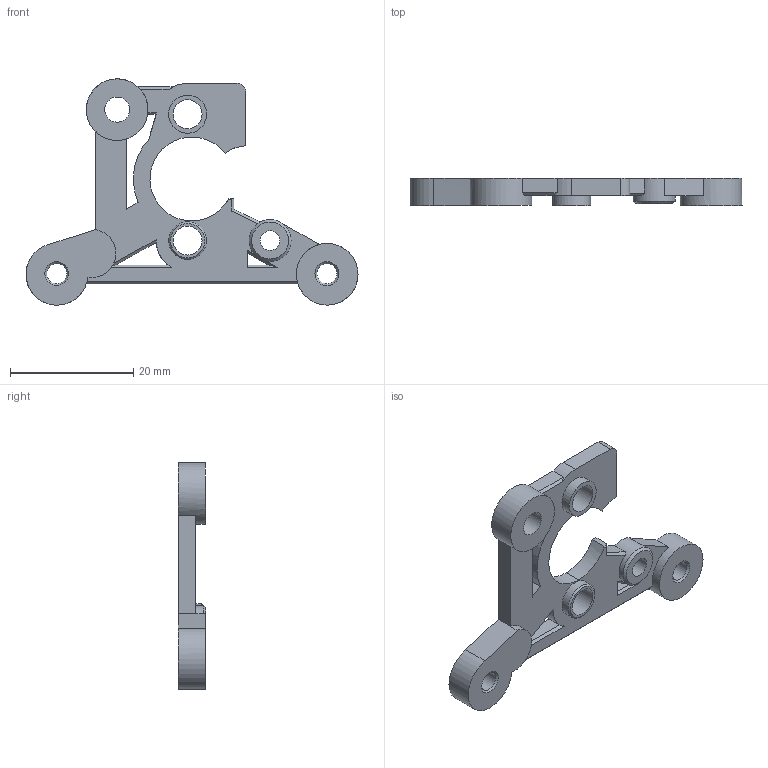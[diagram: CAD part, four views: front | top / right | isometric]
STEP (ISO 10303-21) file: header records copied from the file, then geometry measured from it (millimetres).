
FILE_DESCRIPTION(('HOOPS Exchange Step'),'2;1');
FILE_NAME('temp_export','2022-09-02T20:53:06+20:00',('mikearmstrong'),('Shapr3D Limited'),'HOOPS Exchange 2022.1','Shapr3D','Authorized');
FILE_SCHEMA( ('AP203_CONFIGURATION_CONTROLLED_3D_DESIGN_OF_MECHANICAL_PARTS_AND_ASSEMBLIES_MIM_LF') );
Length unit declared in the file: millimetre
Products named in the file (3): Main Body -Plate; Pestel_Rotational_Bowden.step; root
Assembly tree (2 placements, depth 3):
  root
    Pestel_Rotational_Bowden.step
      Main Body -Plate
Bounding box: 53.86 x 4.47 x 36.72 mm (x, y, z)
Volume: 2582.6 mm3; surface area: 2916.6 mm2
Topology: 1 solids, 1 shells, 66 faces, 192 edges, 128 vertices
Faces by surface type: plane 39, cylinder 23, cone 4
Full cylindrical faces by diameter (mm): 3.2 x1, 3.25 x2, 4.06 x1, 4.7 x3, 6.11 x1, 6.182 x1, 6.79 x1, 10 x2
Entity records: 2314 total; most frequent: CARTESIAN_POINT 434, ORIENTED_EDGE 384, DIRECTION 382, EDGE_CURVE 192, AXIS2_PLACEMENT_3D 137, VERTEX_POINT 128, VECTOR 108, LINE 108
